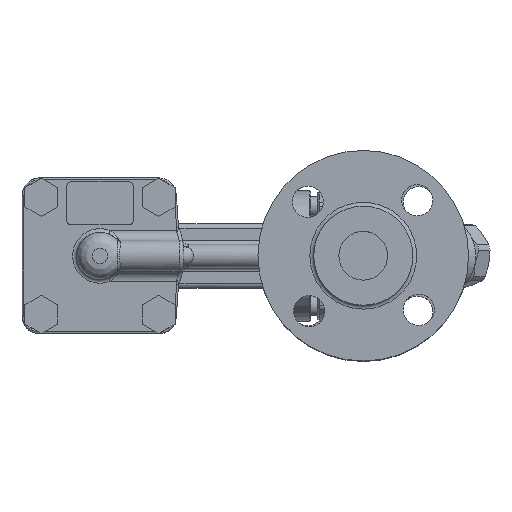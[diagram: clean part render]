
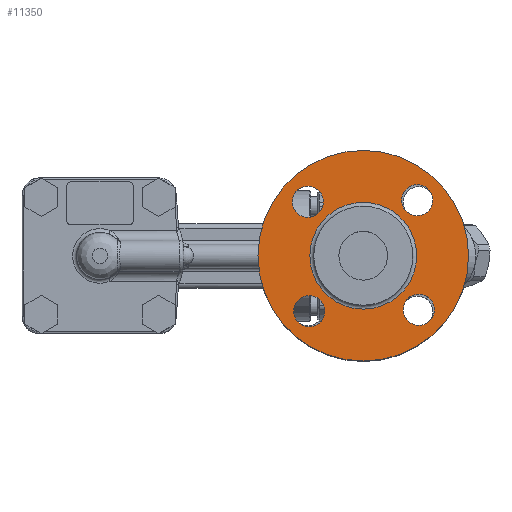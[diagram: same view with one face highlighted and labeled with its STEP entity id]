
A CAD part, top view. The second image highlights one B-rep face of the part: STEP entity #11350.
In plain terms, the highlighted planar face has unit normal (0, 0, 1).
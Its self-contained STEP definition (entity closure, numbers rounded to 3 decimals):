
#643=FACE_BOUND('',#1772,.T.);
#644=FACE_BOUND('',#1773,.T.);
#645=FACE_BOUND('',#1774,.T.);
#646=FACE_BOUND('',#1775,.T.);
#647=FACE_BOUND('',#1776,.T.);
#712=PLANE('',#12204);
#1045=FACE_OUTER_BOUND('',#1771,.T.);
#1771=EDGE_LOOP('',(#7361));
#1772=EDGE_LOOP('',(#7362));
#1773=EDGE_LOOP('',(#7363));
#1774=EDGE_LOOP('',(#7364));
#1775=EDGE_LOOP('',(#7365));
#1776=EDGE_LOOP('',(#7366,#7367));
#3721=CIRCLE('',#12186,54.);
#3732=CIRCLE('',#12199,27.4);
#3736=CIRCLE('',#12203,27.4);
#3737=CIRCLE('',#12205,8.);
#3738=CIRCLE('',#12206,8.);
#3739=CIRCLE('',#12207,8.);
#3740=CIRCLE('',#12208,8.);
#4424=VERTEX_POINT('',#17233);
#4435=VERTEX_POINT('',#17258);
#4436=VERTEX_POINT('',#17259);
#4439=VERTEX_POINT('',#17268);
#4440=VERTEX_POINT('',#17270);
#4441=VERTEX_POINT('',#17272);
#4442=VERTEX_POINT('',#17274);
#5518=EDGE_CURVE('',#4424,#4424,#3721,.T.);
#5529=EDGE_CURVE('',#4435,#4436,#3732,.T.);
#5533=EDGE_CURVE('',#4436,#4435,#3736,.T.);
#5534=EDGE_CURVE('',#4439,#4439,#3737,.T.);
#5535=EDGE_CURVE('',#4440,#4440,#3738,.T.);
#5536=EDGE_CURVE('',#4441,#4441,#3739,.T.);
#5537=EDGE_CURVE('',#4442,#4442,#3740,.T.);
#7361=ORIENTED_EDGE('',*,*,#5518,.F.);
#7362=ORIENTED_EDGE('',*,*,#5534,.T.);
#7363=ORIENTED_EDGE('',*,*,#5535,.T.);
#7364=ORIENTED_EDGE('',*,*,#5536,.T.);
#7365=ORIENTED_EDGE('',*,*,#5537,.T.);
#7366=ORIENTED_EDGE('',*,*,#5529,.F.);
#7367=ORIENTED_EDGE('',*,*,#5533,.F.);
#11350=ADVANCED_FACE('',(#1045,#643,#644,#645,#646,#647),#712,.T.);
#12186=AXIS2_PLACEMENT_3D('',#17235,#13762,#13763);
#12199=AXIS2_PLACEMENT_3D('',#17260,#13788,#13789);
#12203=AXIS2_PLACEMENT_3D('',#17266,#13796,#13797);
#12204=AXIS2_PLACEMENT_3D('',#17267,#13798,#13799);
#12205=AXIS2_PLACEMENT_3D('',#17269,#13800,#13801);
#12206=AXIS2_PLACEMENT_3D('',#17271,#13802,#13803);
#12207=AXIS2_PLACEMENT_3D('',#17273,#13804,#13805);
#12208=AXIS2_PLACEMENT_3D('',#17275,#13806,#13807);
#13762=DIRECTION('center_axis',(0.,0.,
-1.));
#13763=DIRECTION('ref_axis',(1.,0.,0.));
#13788=DIRECTION('center_axis',(0.,0.,
1.));
#13789=DIRECTION('ref_axis',(1.,0.,0.));
#13796=DIRECTION('center_axis',(0.,0.,
1.));
#13797=DIRECTION('ref_axis',(1.,0.,0.));
#13798=DIRECTION('center_axis',(0.,0.,
1.));
#13799=DIRECTION('ref_axis',(-1.,0.,0.));
#13800=DIRECTION('center_axis',(0.,0.,
-1.));
#13801=DIRECTION('ref_axis',(1.,0.,0.));
#13802=DIRECTION('center_axis',(0.,0.,
-1.));
#13803=DIRECTION('ref_axis',(0.,-1.,0.));
#13804=DIRECTION('center_axis',(0.,0.,
-1.));
#13805=DIRECTION('ref_axis',(-1.,0.,0.));
#13806=DIRECTION('center_axis',(0.,0.,
-1.));
#13807=DIRECTION('ref_axis',(0.,1.,0.));
#17233=CARTESIAN_POINT('',(-47.111,12.025,92.));
#17235=CARTESIAN_POINT('Origin',(6.889,12.025,92.));
#17258=CARTESIAN_POINT('',(-20.511,12.025,92.));
#17259=CARTESIAN_POINT('',(34.289,12.025,92.));
#17260=CARTESIAN_POINT('Origin',(6.889,12.025,92.));
#17266=CARTESIAN_POINT('Origin',(6.889,12.025,92.));
#17267=CARTESIAN_POINT('Origin',(6.889,12.025,92.));
#17268=CARTESIAN_POINT('',(-28.797,-16.429,92.));
#17269=CARTESIAN_POINT('Origin',(-20.797,-16.429,92.));
#17270=CARTESIAN_POINT('',(-21.565,47.71,92.));
#17271=CARTESIAN_POINT('Origin',(-21.565,39.71,92.));
#17272=CARTESIAN_POINT('',(42.574,40.478,92.));
#17273=CARTESIAN_POINT('Origin',(34.574,40.478,92.));
#17274=CARTESIAN_POINT('',(35.342,-23.661,92.));
#17275=CARTESIAN_POINT('Origin',(35.342,-15.661,92.));
